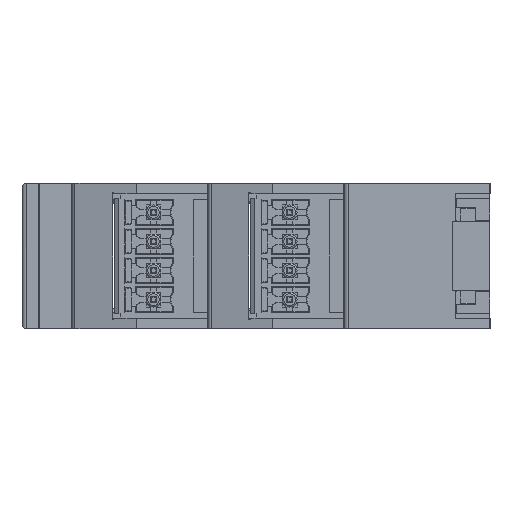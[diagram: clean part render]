
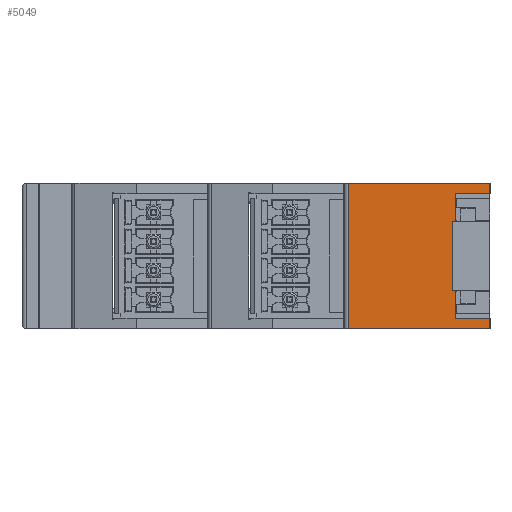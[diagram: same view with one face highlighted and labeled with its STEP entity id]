
A CAD part, left-side view. The second image highlights one B-rep face of the part: STEP entity #5049.
In plain terms, the highlighted planar face has unit normal (-1, 0, 0).
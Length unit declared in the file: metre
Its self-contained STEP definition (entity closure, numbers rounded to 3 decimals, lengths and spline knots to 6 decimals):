
#5049=ADVANCED_FACE('',(#10784),#10785,.T.);
#10784=FACE_OUTER_BOUND('',#17169,.T.);
#10785=PLANE('',#17170);
#17169=EDGE_LOOP('',(#32394,#32395,#32396,#32397,#32398,#32399,#32400,#32401));
#17170=AXIS2_PLACEMENT_3D('',#32402,#32403,#32404);
#32394=ORIENTED_EDGE('',*,*,#37645,.F.);
#32395=ORIENTED_EDGE('',*,*,#40139,.F.);
#32396=ORIENTED_EDGE('',*,*,#42710,.F.);
#32397=ORIENTED_EDGE('',*,*,#43802,.T.);
#32398=ORIENTED_EDGE('',*,*,#43073,.F.);
#32399=ORIENTED_EDGE('',*,*,#43803,.T.);
#32400=ORIENTED_EDGE('',*,*,#41834,.T.);
#32401=ORIENTED_EDGE('',*,*,#43654,.F.);
#32402=CARTESIAN_POINT('',(0.230409,0.066881,-0.12));
#32403=DIRECTION('',(-1.0,0.,0.0));
#32404=DIRECTION('',(0.0,0.0,1.0));
#37645=EDGE_CURVE('',#44985,#44987,#44988,.T.);
#40139=EDGE_CURVE('',#49241,#44985,#49243,.T.);
#41834=EDGE_CURVE('',#51796,#51797,#51798,.T.);
#42710=EDGE_CURVE('',#52984,#49241,#52985,.T.);
#43073=EDGE_CURVE('',#53449,#53450,#53451,.T.);
#43654=EDGE_CURVE('',#44987,#51797,#54167,.T.);
#43802=EDGE_CURVE('',#52984,#53450,#54335,.T.);
#43803=EDGE_CURVE('',#53449,#51796,#54336,.T.);
#44985=VERTEX_POINT('',#55680);
#44987=VERTEX_POINT('',#55683);
#44988=LINE('',#55684,#55685);
#49241=VERTEX_POINT('',#61900);
#49243=LINE('',#61903,#61904);
#51796=VERTEX_POINT('',#65723);
#51797=VERTEX_POINT('',#65724);
#51798=LINE('',#65725,#65726);
#52984=VERTEX_POINT('',#67551);
#52985=LINE('',#67552,#67553);
#53449=VERTEX_POINT('',#68246);
#53450=VERTEX_POINT('',#68247);
#53451=LINE('',#68248,#68249);
#54167=LINE('',#69312,#69313);
#54335=LINE('',#69569,#69570);
#54336=LINE('',#69571,#69572);
#55680=CARTESIAN_POINT('',(0.230409,0.049782,-0.13625));
#55683=CARTESIAN_POINT('',(0.230409,0.049782,-0.1375));
#55684=CARTESIAN_POINT('',(0.230409,0.049782,-0.12));
#55685=VECTOR('',#71135,1.0);
#61900=CARTESIAN_POINT('',(0.230409,0.053982,-0.13625));
#61903=CARTESIAN_POINT('',(0.230409,0.049782,-0.13625));
#61904=VECTOR('',#73386,1.0);
#65723=CARTESIAN_POINT('',(0.230409,0.066881,-0.12));
#65724=CARTESIAN_POINT('',(0.230409,0.066881,-0.1375));
#65725=CARTESIAN_POINT('',(0.230409,0.066881,-0.12));
#65726=VECTOR('',#74869,1.0);
#67551=CARTESIAN_POINT('',(0.230409,0.053982,-0.12125));
#67552=CARTESIAN_POINT('',(0.230409,0.053982,-0.1358));
#67553=VECTOR('',#75600,1.0);
#68246=CARTESIAN_POINT('',(0.230409,0.049782,-0.12));
#68247=CARTESIAN_POINT('',(0.230409,0.049782,-0.12125));
#68248=CARTESIAN_POINT('',(0.230409,0.049782,-0.12));
#68249=VECTOR('',#75875,1.0);
#69312=CARTESIAN_POINT('',(0.230409,0.066881,-0.1375));
#69313=VECTOR('',#76280,1.0);
#69569=CARTESIAN_POINT('',(0.230409,0.066881,-0.12125));
#69570=VECTOR('',#76372,1.0);
#69571=CARTESIAN_POINT('',(0.230409,0.066881,-0.12));
#69572=VECTOR('',#76373,1.0);
#71135=DIRECTION('',(0.0,0.0,-1.0));
#73386=DIRECTION('',(0.,-1.0,0.0));
#74869=DIRECTION('',(0.0,0.0,-1.0));
#75600=DIRECTION('',(0.0,0.0,-1.0));
#75875=DIRECTION('',(0.0,0.0,-1.0));
#76280=DIRECTION('',(0.,1.0,0.0));
#76372=DIRECTION('',(0.,-1.0,0.0));
#76373=DIRECTION('',(0.,1.0,0.0));
